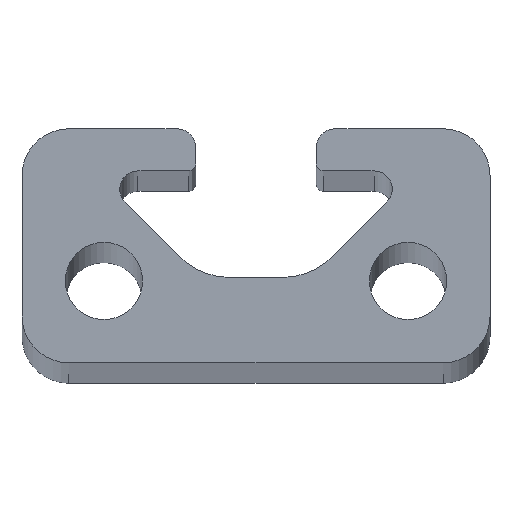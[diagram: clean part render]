
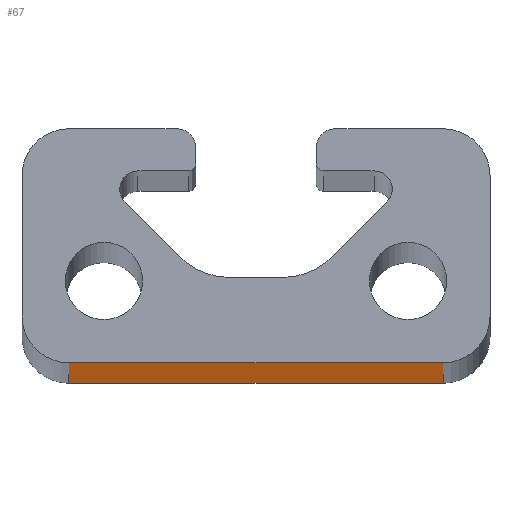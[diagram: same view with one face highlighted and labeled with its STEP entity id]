
A CAD part, top view. The second image highlights one B-rep face of the part: STEP entity #67.
In plain terms, the highlighted planar face has unit normal (0, -1, 0).
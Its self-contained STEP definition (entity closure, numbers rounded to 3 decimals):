
#35 = VERTEX_POINT ( 'NONE', #460 ) ;
#38 = EDGE_CURVE ( 'NONE', #132, #35, #447, .T. ) ;
#48 = EDGE_LOOP ( 'NONE', ( #64, #81, #68, #66 ) ) ;
#64 = ORIENTED_EDGE ( 'NONE', *, *, #38, .T. ) ;
#65 = EDGE_CURVE ( 'NONE', #271, #35, #285, .T. ) ;
#66 = ORIENTED_EDGE ( 'NONE', *, *, #73, .T. ) ;
#67 = ADVANCED_FACE ( 'NONE', ( #287 ), #282, .F. ) ;
#68 = ORIENTED_EDGE ( 'NONE', *, *, #173, .F. ) ;
#73 = EDGE_CURVE ( 'NONE', #279, #132, #552, .T. ) ;
#81 = ORIENTED_EDGE ( 'NONE', *, *, #65, .F. ) ;
#132 = VERTEX_POINT ( 'NONE', #681 ) ;
#173 = EDGE_CURVE ( 'NONE', #279, #271, #621, .T. ) ;
#271 = VERTEX_POINT ( 'NONE', #807 ) ;
#279 = VERTEX_POINT ( 'NONE', #809 ) ;
#282 = PLANE ( 'NONE',  #290 ) ;
#283 = DIRECTION ( 'NONE',  ( 0., 0., -1. ) ) ;
#284 = VECTOR ( 'NONE', #283, 1000. ) ;
#285 = LINE ( 'NONE', #289, #284 ) ;
#287 = FACE_OUTER_BOUND ( 'NONE', #48, .T. ) ;
#289 = CARTESIAN_POINT ( 'NONE',  ( -21087.307, -17419.539, 500. ) ) ;
#290 = AXIS2_PLACEMENT_3D ( 'NONE', #312, #311, #310 ) ;
#310 = DIRECTION ( 'NONE',  ( 0., 0., 1. ) ) ;
#311 = DIRECTION ( 'NONE',  ( 0., 1., 0. ) ) ;
#312 = CARTESIAN_POINT ( 'NONE',  ( -21103.307, -17419.539, 500. ) ) ;
#445 = DIRECTION ( 'NONE',  ( 1., 0., 0. ) ) ;
#446 = VECTOR ( 'NONE', #445, 1000. ) ;
#447 = LINE ( 'NONE', #452, #446 ) ;
#452 = CARTESIAN_POINT ( 'NONE',  ( -21103.307, -17419.539, 0. ) ) ;
#460 = CARTESIAN_POINT ( 'NONE',  ( -21087.307, -17419.539, 0. ) ) ;
#552 = LINE ( 'NONE', #641, #613 ) ;
#613 = VECTOR ( 'NONE', #640, 1000. ) ;
#620 = CARTESIAN_POINT ( 'NONE',  ( -21103.307, -17419.539, 500. ) ) ;
#621 = LINE ( 'NONE', #620, #670 ) ;
#640 = DIRECTION ( 'NONE',  ( 0., 0., -1. ) ) ;
#641 = CARTESIAN_POINT ( 'NONE',  ( -21103.307, -17419.539, 500. ) ) ;
#669 = DIRECTION ( 'NONE',  ( 1., 0., 0. ) ) ;
#670 = VECTOR ( 'NONE', #669, 1000. ) ;
#681 = CARTESIAN_POINT ( 'NONE',  ( -21103.307, -17419.539, 0. ) ) ;
#807 = CARTESIAN_POINT ( 'NONE',  ( -21087.307, -17419.539, 500. ) ) ;
#809 = CARTESIAN_POINT ( 'NONE',  ( -21103.307, -17419.539, 500. ) ) ;
